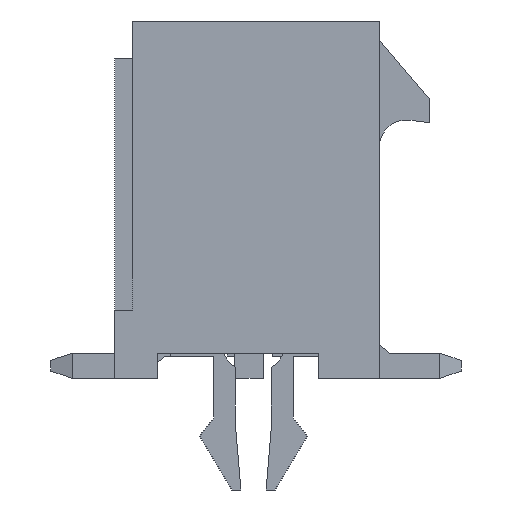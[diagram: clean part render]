
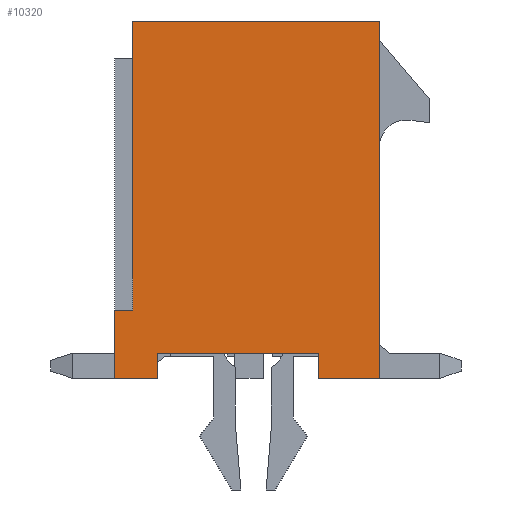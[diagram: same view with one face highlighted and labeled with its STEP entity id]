
A CAD part, left-side view. The second image highlights one B-rep face of the part: STEP entity #10320.
In plain terms, the highlighted planar face has unit normal (-1, 0, 0).
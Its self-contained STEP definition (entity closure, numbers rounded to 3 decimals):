
#1572=ORIENTED_EDGE('',*,*,#4245,.F.);
#1573=ORIENTED_EDGE('',*,*,#4246,.T.);
#1574=ORIENTED_EDGE('',*,*,#4081,.T.);
#1575=ORIENTED_EDGE('',*,*,#4025,.T.);
#1576=ORIENTED_EDGE('',*,*,#4018,.T.);
#1577=ORIENTED_EDGE('',*,*,#4237,.T.);
#1578=ORIENTED_EDGE('',*,*,#4160,.T.);
#1579=ORIENTED_EDGE('',*,*,#4247,.F.);
#1580=ORIENTED_EDGE('',*,*,#4248,.T.);
#1581=ORIENTED_EDGE('',*,*,#4135,.T.);
#4018=EDGE_CURVE('',#5329,#5328,#6483,.T.);
#4025=EDGE_CURVE('',#5335,#5329,#6490,.T.);
#4081=EDGE_CURVE('',#5385,#5335,#6546,.T.);
#4135=EDGE_CURVE('',#5434,#5433,#6600,.T.);
#4160=EDGE_CURVE('',#5453,#5452,#6625,.T.);
#4237=EDGE_CURVE('',#5328,#5453,#6702,.T.);
#4245=EDGE_CURVE('',#5527,#5433,#6710,.T.);
#4246=EDGE_CURVE('',#5527,#5385,#6711,.T.);
#4247=EDGE_CURVE('',#5528,#5452,#6712,.T.);
#4248=EDGE_CURVE('',#5528,#5434,#6713,.T.);
#5328=VERTEX_POINT('',#15475);
#5329=VERTEX_POINT('',#15477);
#5335=VERTEX_POINT('',#15491);
#5385=VERTEX_POINT('',#15599);
#5433=VERTEX_POINT('',#15707);
#5434=VERTEX_POINT('',#15709);
#5452=VERTEX_POINT('',#15752);
#5453=VERTEX_POINT('',#15754);
#5527=VERTEX_POINT('',#15916);
#5528=VERTEX_POINT('',#15919);
#6483=LINE('',#15476,#7906);
#6490=LINE('',#15490,#7913);
#6546=LINE('',#15602,#7969);
#6600=LINE('',#15708,#8023);
#6625=LINE('',#15753,#8048);
#6702=LINE('',#15904,#8125);
#6710=LINE('',#15915,#8133);
#6711=LINE('',#15917,#8134);
#6712=LINE('',#15918,#8135);
#6713=LINE('',#15920,#8136);
#7906=VECTOR('',#12463,1000.);
#7913=VECTOR('',#12472,1000.);
#7969=VECTOR('',#12536,1000.);
#8023=VECTOR('',#12600,1000.);
#8048=VECTOR('',#12627,1000.);
#8125=VECTOR('',#12706,1000.);
#8133=VECTOR('',#12718,1000.);
#8134=VECTOR('',#12719,1000.);
#8135=VECTOR('',#12720,1000.);
#8136=VECTOR('',#12721,1000.);
#8790=EDGE_LOOP('',(#1572,#1573,#1574,#1575,#1576,#1577,#1578,#1579,#1580,
#1581));
#9333=FACE_BOUND('',#8790,.T.);
#9855=PLANE('',#10896);
#10320=ADVANCED_FACE('',(#9333),#9855,.T.);
#10896=AXIS2_PLACEMENT_3D('',#15914,#12716,#12717);
#12463=DIRECTION('',(0.,0.,1.));
#12472=DIRECTION('',(0.,-1.,0.));
#12536=DIRECTION('',(0.,0.,-1.));
#12600=DIRECTION('',(0.,-1.,0.));
#12627=DIRECTION('',(0.,0.,-1.));
#12706=DIRECTION('',(0.,1.,0.));
#12716=DIRECTION('',(-1.,0.,0.));
#12717=DIRECTION('',(0.,0.,1.));
#12718=DIRECTION('',(0.,0.,-1.));
#12719=DIRECTION('',(0.,-1.,0.));
#12720=DIRECTION('',(0.,-1.,0.));
#12721=DIRECTION('',(0.,0.,-1.));
#15475=CARTESIAN_POINT('',(-15.35,-3.43,4.95));
#15476=CARTESIAN_POINT('',(-15.35,-3.43,-4.95));
#15477=CARTESIAN_POINT('',(-15.35,-3.43,-4.95));
#15490=CARTESIAN_POINT('',(-15.35,3.43,-4.95));
#15491=CARTESIAN_POINT('',(-15.35,-1.73,-4.95));
#15599=CARTESIAN_POINT('',(-15.35,-1.73,-4.25));
#15602=CARTESIAN_POINT('',(-15.35,-1.73,-3.95));
#15707=CARTESIAN_POINT('',(-15.35,2.73,-4.95));
#15708=CARTESIAN_POINT('',(-15.35,3.43,-4.95));
#15709=CARTESIAN_POINT('',(-15.35,3.93,-4.95));
#15752=CARTESIAN_POINT('',(-15.35,3.43,-3.05));
#15753=CARTESIAN_POINT('',(-15.35,3.43,4.95));
#15754=CARTESIAN_POINT('',(-15.35,3.43,4.95));
#15904=CARTESIAN_POINT('',(-15.35,-3.43,4.95));
#15914=CARTESIAN_POINT('',(-15.35,0.,0.));
#15915=CARTESIAN_POINT('',(-15.35,2.73,-3.95));
#15916=CARTESIAN_POINT('',(-15.35,2.73,-4.25));
#15917=CARTESIAN_POINT('',(-15.35,2.73,-4.25));
#15918=CARTESIAN_POINT('',(-15.35,3.93,-3.05));
#15919=CARTESIAN_POINT('',(-15.35,3.93,-3.05));
#15920=CARTESIAN_POINT('',(-15.35,3.93,-3.05));
